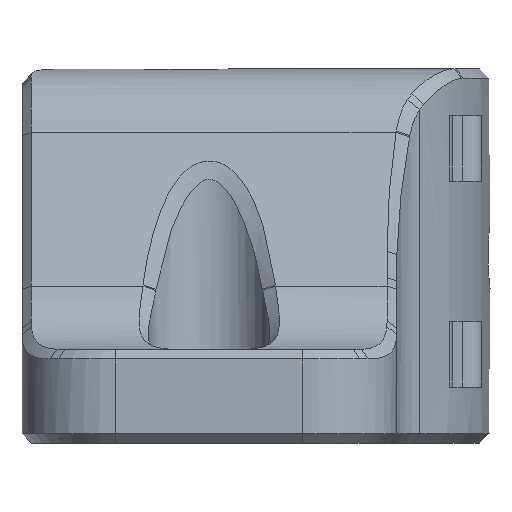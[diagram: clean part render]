
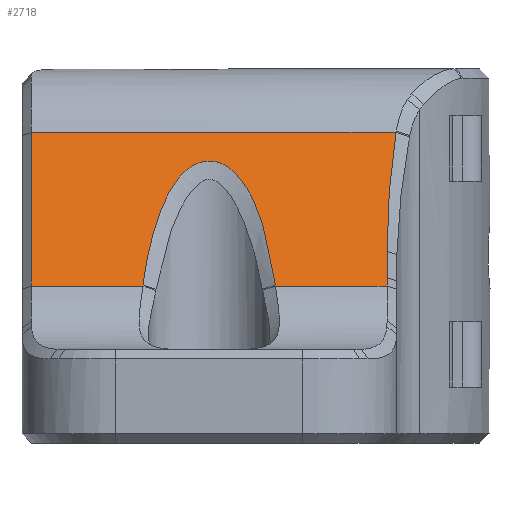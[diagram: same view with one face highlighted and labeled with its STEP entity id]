
A CAD part, left-side view. The second image highlights one B-rep face of the part: STEP entity #2718.
In plain terms, the highlighted planar face has unit normal (-0.947, 0, 0.321).
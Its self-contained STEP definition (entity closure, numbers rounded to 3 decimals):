
#92=PLANE('',#2910);
#148=B_SPLINE_CURVE_WITH_KNOTS('',3,(#4145,#4146,#4147,#4148,#4149,#4150,
#4151,#4152,#4153,#4154,#4155,#4156),.UNSPECIFIED.,.F.,.F.,(4,1,1,1,1,1,
1,1,1,4),(-1.209,-0.864,-0.518,-0.345,
-0.173,0.,0.173,0.518,0.864,
1.209),.UNSPECIFIED.);
#155=B_SPLINE_CURVE_WITH_KNOTS('',3,(#4346,#4347,#4348,#4349),
 .UNSPECIFIED.,.F.,.F.,(4,4),(-0.165,-0.159),
 .UNSPECIFIED.);
#157=B_SPLINE_CURVE_WITH_KNOTS('',3,(#4370,#4371,#4372,#4373),
 .UNSPECIFIED.,.F.,.F.,(4,4),(-1.658,-1.652),
 .UNSPECIFIED.);
#159=B_SPLINE_CURVE_WITH_KNOTS('',3,(#4384,#4385,#4386,#4387),
 .UNSPECIFIED.,.F.,.F.,(4,4),(0.003,0.15),
 .UNSPECIFIED.);
#160=B_SPLINE_CURVE_WITH_KNOTS('',3,(#4389,#4390,#4391,#4392),
 .UNSPECIFIED.,.F.,.F.,(4,4),(1.13,1.571),
 .UNSPECIFIED.);
#290=FACE_OUTER_BOUND('',#461,.T.);
#461=EDGE_LOOP('',(#1945,#1946,#1947,#1948,#1949,#1950,#1951,#1952,#1953,
#1954));
#649=LINE('',#4380,#873);
#650=LINE('',#4382,#874);
#651=LINE('',#4394,#875);
#652=LINE('',#4396,#876);
#653=LINE('',#4397,#877);
#873=VECTOR('',#3210,10.);
#874=VECTOR('',#3211,10.);
#875=VECTOR('',#3212,10.);
#876=VECTOR('',#3213,10.);
#877=VECTOR('',#3214,10.);
#1209=VERTEX_POINT('',#4142);
#1210=VERTEX_POINT('',#4144);
#1214=VERTEX_POINT('',#4271);
#1218=VERTEX_POINT('',#4315);
#1219=VERTEX_POINT('',#4379);
#1220=VERTEX_POINT('',#4381);
#1221=VERTEX_POINT('',#4383);
#1222=VERTEX_POINT('',#4388);
#1223=VERTEX_POINT('',#4393);
#1224=VERTEX_POINT('',#4395);
#1479=EDGE_CURVE('',#1209,#1210,#148,.T.);
#1489=EDGE_CURVE('',#1214,#1209,#155,.T.);
#1491=EDGE_CURVE('',#1210,#1218,#157,.T.);
#1493=EDGE_CURVE('',#1219,#1214,#649,.T.);
#1494=EDGE_CURVE('',#1220,#1219,#650,.T.);
#1495=EDGE_CURVE('',#1221,#1220,#159,.T.);
#1496=EDGE_CURVE('',#1222,#1221,#160,.T.);
#1497=EDGE_CURVE('',#1223,#1222,#651,.T.);
#1498=EDGE_CURVE('',#1224,#1223,#652,.T.);
#1499=EDGE_CURVE('',#1218,#1224,#653,.T.);
#1945=ORIENTED_EDGE('',*,*,#1491,.F.);
#1946=ORIENTED_EDGE('',*,*,#1479,.F.);
#1947=ORIENTED_EDGE('',*,*,#1489,.F.);
#1948=ORIENTED_EDGE('',*,*,#1493,.F.);
#1949=ORIENTED_EDGE('',*,*,#1494,.F.);
#1950=ORIENTED_EDGE('',*,*,#1495,.F.);
#1951=ORIENTED_EDGE('',*,*,#1496,.F.);
#1952=ORIENTED_EDGE('',*,*,#1497,.F.);
#1953=ORIENTED_EDGE('',*,*,#1498,.F.);
#1954=ORIENTED_EDGE('',*,*,#1499,.F.);
#2718=ADVANCED_FACE('',(#290),#92,.F.);
#2910=AXIS2_PLACEMENT_3D('',#4378,#3208,#3209);
#3208=DIRECTION('center_axis',(0.947,0.,-0.321));
#3209=DIRECTION('ref_axis',(-0.321,0.,-0.947));
#3210=DIRECTION('',(0.,1.,0.));
#3211=DIRECTION('',(-0.321,0.,-0.947));
#3212=DIRECTION('',(0.,-1.,0.));
#3213=DIRECTION('',(0.321,0.,0.947));
#3214=DIRECTION('',(0.,1.,0.));
#4142=CARTESIAN_POINT('',(-13.831,6.464,8.454));
#4144=CARTESIAN_POINT('',(-13.831,13.536,8.454));
#4145=CARTESIAN_POINT('Ctrl Pts',(-13.831,6.464,8.454));
#4146=CARTESIAN_POINT('Ctrl Pts',(-13.474,6.599,9.507));
#4147=CARTESIAN_POINT('Ctrl Pts',(-12.805,6.995,11.482));
#4148=CARTESIAN_POINT('Ctrl Pts',(-12.173,7.752,13.35));
#4149=CARTESIAN_POINT('Ctrl Pts',(-11.822,8.51,14.387));
#4150=CARTESIAN_POINT('Ctrl Pts',(-11.64,9.174,14.924));
#4151=CARTESIAN_POINT('Ctrl Pts',(-11.564,10.001,15.15));
#4152=CARTESIAN_POINT('Ctrl Pts',(-11.666,11.098,14.847));
#4153=CARTESIAN_POINT('Ctrl Pts',(-12.049,12.09,13.716));
#4154=CARTESIAN_POINT('Ctrl Pts',(-12.804,13.008,11.485));
#4155=CARTESIAN_POINT('Ctrl Pts',(-13.474,13.401,9.507));
#4156=CARTESIAN_POINT('Ctrl Pts',(-13.831,13.536,8.454));
#4271=CARTESIAN_POINT('',(-13.85,6.457,8.397));
#4315=CARTESIAN_POINT('',(-13.85,13.543,8.397));
#4346=CARTESIAN_POINT('Ctrl Pts',(-13.85,6.457,8.397));
#4347=CARTESIAN_POINT('Ctrl Pts',(-13.844,6.459,8.416));
#4348=CARTESIAN_POINT('Ctrl Pts',(-13.837,6.461,8.435));
#4349=CARTESIAN_POINT('Ctrl Pts',(-13.831,6.464,8.454));
#4370=CARTESIAN_POINT('Ctrl Pts',(-13.831,13.536,8.454));
#4371=CARTESIAN_POINT('Ctrl Pts',(-13.837,13.539,8.435));
#4372=CARTESIAN_POINT('Ctrl Pts',(-13.844,13.541,8.416));
#4373=CARTESIAN_POINT('Ctrl Pts',(-13.85,13.543,8.397));
#4378=CARTESIAN_POINT('Origin',(-9.922,0.,20.));
#4379=CARTESIAN_POINT('',(-13.85,0.5,8.397));
#4380=CARTESIAN_POINT('',(-13.85,0.,8.397));
#4381=CARTESIAN_POINT('',(-13.702,0.5,8.833));
#4382=CARTESIAN_POINT('',(-13.22,0.5,10.257));
#4383=CARTESIAN_POINT('',(-13.229,0.5,10.232));
#4384=CARTESIAN_POINT('Ctrl Pts',(-13.229,0.5,10.232));
#4385=CARTESIAN_POINT('Ctrl Pts',(-13.387,0.5,9.765));
#4386=CARTESIAN_POINT('Ctrl Pts',(-13.544,0.5,9.299));
#4387=CARTESIAN_POINT('Ctrl Pts',(-13.702,0.5,8.833));
#4388=CARTESIAN_POINT('',(-11.072,0.016,16.603));
#4389=CARTESIAN_POINT('Ctrl Pts',(-11.072,0.016,
16.603));
#4390=CARTESIAN_POINT('Ctrl Pts',(-11.745,0.334,14.615));
#4391=CARTESIAN_POINT('Ctrl Pts',(-12.487,0.5,12.424));
#4392=CARTESIAN_POINT('Ctrl Pts',(-13.229,0.5,10.232));
#4393=CARTESIAN_POINT('',(-11.072,19.5,16.603));
#4394=CARTESIAN_POINT('',(-11.072,3.75,16.603));
#4395=CARTESIAN_POINT('',(-13.85,19.5,8.397));
#4396=CARTESIAN_POINT('',(-12.873,19.5,11.282));
#4397=CARTESIAN_POINT('',(-13.85,0.,8.397));
